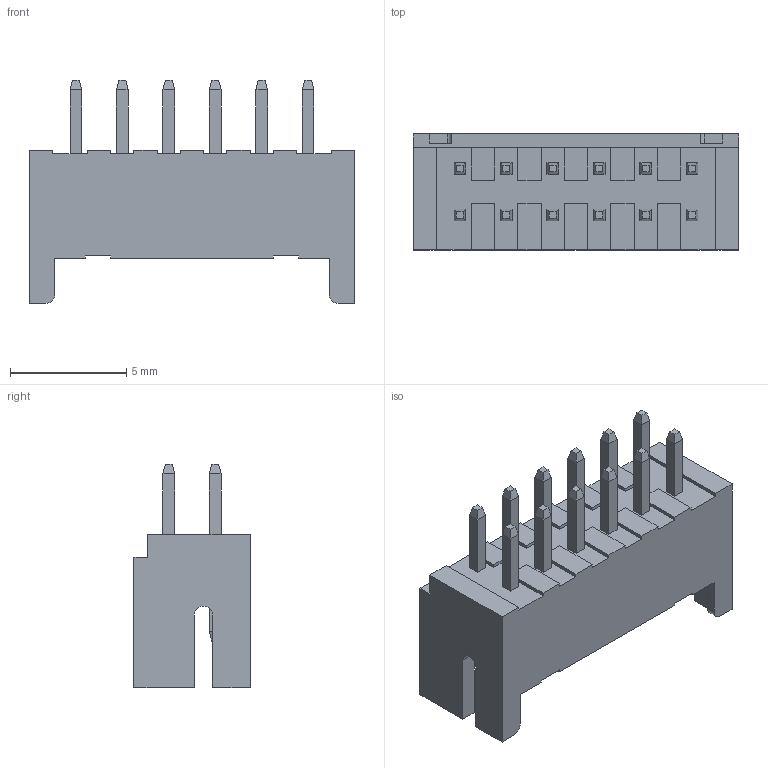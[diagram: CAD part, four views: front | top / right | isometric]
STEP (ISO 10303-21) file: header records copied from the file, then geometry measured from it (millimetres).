
FILE_DESCRIPTION(/* description */ ('OneSpaceDesigner STEP Export','CAx-IF Rec.Pracs.---Representation and Presentation of Product Manufacturing Information (PMI)---4.0---2014-10-13'),/* implementation_level */ '2;1');
FILE_NAME(/* name */ 'DF11-12DP-2DSA.stp',/* time_stamp */ '2020-11-25T11:00:55-04:00',/* author */ ('lvasquez'),/* organization */ (''),/* preprocessor_version */ 'ST-DEVELOPER v17',/* originating_system */ 'Autodesk Inventor 2019',/* authorisation */ '');
FILE_SCHEMA (('AP242_MANAGED_MODEL_BASED_3D_ENGINEERING_MIM_LF { 1 0 10303 442 1 1 4 }'));
Length unit declared in the file: millimetre
Products named in the file (2): DF11-12DP-2DSA; DF11-12DP-2DSAÈª
Assembly tree (1 placements, depth 2):
  DF11-12DP-2DSA
    DF11-12DP-2DSAÈª
Bounding box: 14 x 5 x 9.6 mm (x, y, z)
Volume: 173.6 mm3; surface area: 597.8 mm2
Topology: 1 solids, 1 shells, 319 faces, 791 edges, 494 vertices
Faces by surface type: plane 313, cylinder 6
Entity records: 9561 total; most frequent: CARTESIAN_POINT 1632, ORIENTED_EDGE 1582, DIRECTION 1481, EDGE_CURVE 791, LINE 779, VECTOR 779, VERTEX_POINT 494, AXIS2_PLACEMENT_3D 355
